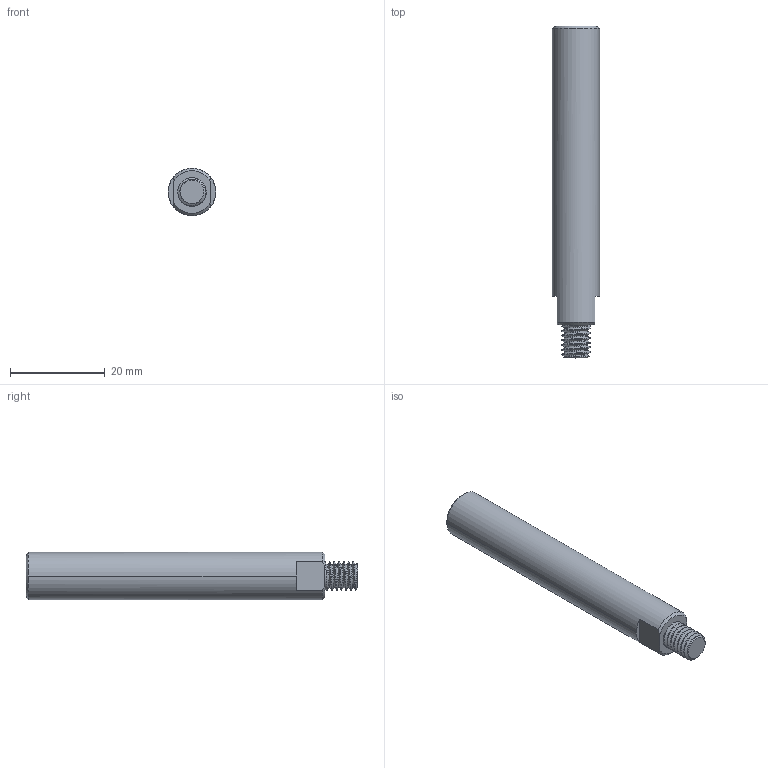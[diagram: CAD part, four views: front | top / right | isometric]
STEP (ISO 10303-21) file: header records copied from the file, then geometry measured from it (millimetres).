
FILE_DESCRIPTION (( 'STEP AP214' ), '1' );
FILE_NAME ('5-RallongeTigeVérin.STEP', '2022-08-15T18:44:15', ( '' ), ( '' ), 'SwSTEP 2.0', 'SolidWorks 2019', '' );
FILE_SCHEMA (( 'AUTOMOTIVE_DESIGN' ));
Length unit declared in the file: millimetre
Products named in the file (1): 5-RallongeTigeVérin
Bounding box: 10 x 70 x 10 mm (x, y, z)
Volume: 4711.1 mm3; surface area: 2567.9 mm2
Topology: 1 solids, 1 shells, 39 faces, 102 edges, 65 vertices
Faces by surface type: cylinder 18, cone 9, plane 8, bspline 4
Entity records: 2570 total; most frequent: CARTESIAN_POINT 1678, ORIENTED_EDGE 200, DIRECTION 148, EDGE_CURVE 100, VERTEX_POINT 65, AXIS2_PLACEMENT_3D 56, EDGE_LOOP 41, ADVANCED_FACE 39
